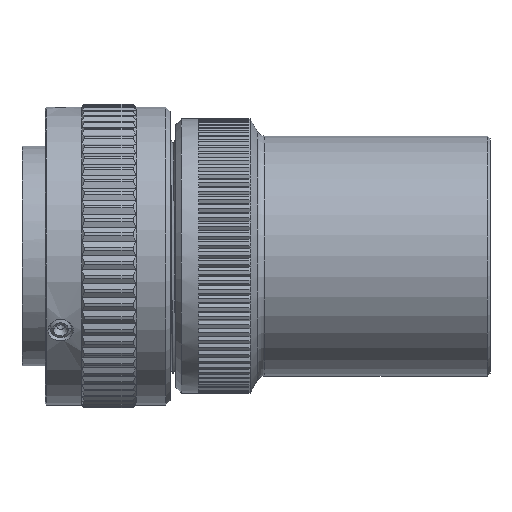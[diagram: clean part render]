
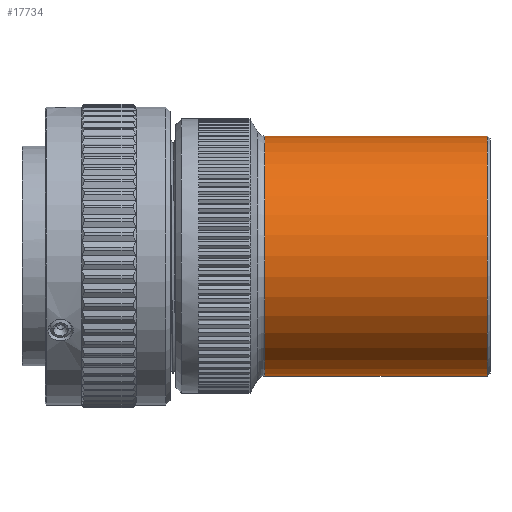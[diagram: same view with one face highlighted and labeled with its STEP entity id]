
A CAD part, top view. The second image highlights one B-rep face of the part: STEP entity #17734.
In plain terms, the highlighted cylindrical face has radius 21 mm (diameter 42 mm), a partial arc.
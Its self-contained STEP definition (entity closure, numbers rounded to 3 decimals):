
#46=CARTESIAN_POINT('',(54.5,0.,0.));
#47=DIRECTION('',(1.,0.,0.));
#48=DIRECTION('',(0.,1.,0.));
#49=AXIS2_PLACEMENT_3D('',#46,#47,#48);
#51=DIRECTION('',(-1.,0.,0.));
#52=VECTOR('',#51,38.902);
#53=CARTESIAN_POINT('',(54.5,21.,0.));
#54=LINE('1173',#53,#52);
#55=DIRECTION('',(-1.,0.,0.));
#56=VECTOR('',#55,38.902);
#57=CARTESIAN_POINT('',(54.5,-21.,0.));
#58=LINE('1175',#57,#56);
#79=CARTESIAN_POINT('',(15.598,0.,0.));
#80=DIRECTION('',(1.,0.,0.));
#81=DIRECTION('',(0.,1.,0.));
#82=AXIS2_PLACEMENT_3D('',#79,#80,#81);
#14736=CARTESIAN_POINT('',(54.5,21.,0.));
#14737=CARTESIAN_POINT('',(15.598,21.,0.));
#14738=VERTEX_POINT('',#14736);
#14739=VERTEX_POINT('',#14737);
#14744=CARTESIAN_POINT('',(54.5,-21.,0.));
#14745=CARTESIAN_POINT('',(15.598,-21.,0.));
#14746=VERTEX_POINT('',#14744);
#14747=VERTEX_POINT('',#14745);
#17720=CARTESIAN_POINT('',(-2.75,0.,0.));
#17721=DIRECTION('',(1.,0.,0.));
#17722=DIRECTION('',(0.,-1.,0.));
#17723=AXIS2_PLACEMENT_3D('',#17720,#17721,#17722);
#17724=CYLINDRICAL_SURFACE('246',#17723,21.);
#17726=ORIENTED_EDGE('1173',*,*,#17725,.F.);
#17727=ORIENTED_EDGE('1223',*,*,#17708,.T.);
#17729=ORIENTED_EDGE('1175',*,*,#17728,.T.);
#17731=ORIENTED_EDGE('1216',*,*,#17730,.F.);
#17732=EDGE_LOOP('246',(#17726,#17727,#17729,#17731));
#17733=FACE_OUTER_BOUND('246',#17732,.F.);
#50=CIRCLE('1223',#49,21.);
#83=CIRCLE('1216',#82,21.);
#17708=EDGE_CURVE('1223',#14738,#14746,#50,.T.);
#17725=EDGE_CURVE('1173',#14738,#14739,#54,.T.);
#17728=EDGE_CURVE('1175',#14746,#14747,#58,.T.);
#17730=EDGE_CURVE('1216',#14739,#14747,#83,.T.);
#17734=ADVANCED_FACE('246',(#17733),#17724,.T.);
